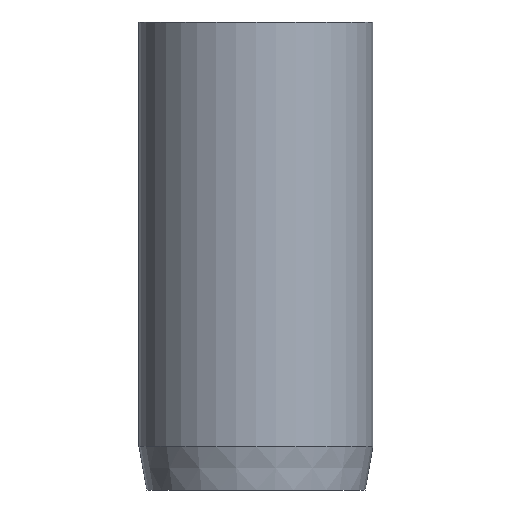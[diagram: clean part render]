
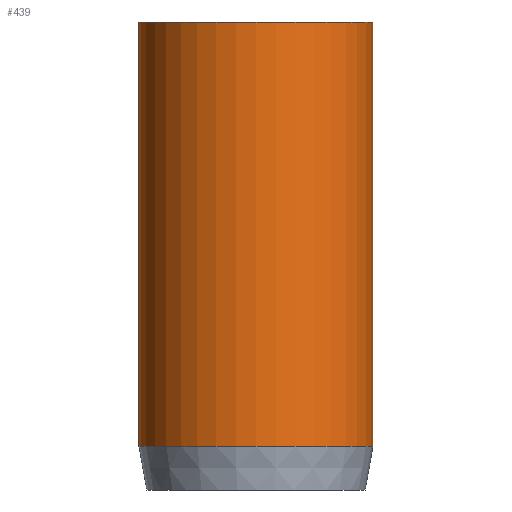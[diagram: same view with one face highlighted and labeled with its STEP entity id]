
A CAD part, front view. The second image highlights one B-rep face of the part: STEP entity #439.
In plain terms, the highlighted cylindrical face has radius 4 mm (diameter 8 mm), a partial arc.
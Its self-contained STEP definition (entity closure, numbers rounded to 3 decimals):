
#6 = DIRECTION ( 'NONE',  ( 0., 0., 1. ) ) ;
#21 = VECTOR ( 'NONE', #422, 1000. ) ;
#86 = EDGE_CURVE ( 'NONE', #298, #530, #1045, .T. ) ;
#125 = VECTOR ( 'NONE', #165, 1000. ) ;
#153 = CIRCLE ( 'NONE', #632, 4. ) ;
#165 = DIRECTION ( 'NONE',  ( 0., 0., -1. ) ) ;
#172 = ORIENTED_EDGE ( 'NONE', *, *, #333, .T. ) ;
#195 = CARTESIAN_POINT ( 'NONE',  ( -4., 0., 1.5 ) ) ;
#197 = CARTESIAN_POINT ( 'NONE',  ( 0., 0., 16. ) ) ;
#252 = CARTESIAN_POINT ( 'NONE',  ( -4., 0., 16. ) ) ;
#291 = DIRECTION ( 'NONE',  ( 1., 0., 0. ) ) ;
#298 = VERTEX_POINT ( 'NONE', #344 ) ;
#316 = EDGE_LOOP ( 'NONE', ( #827, #1047, #172, #925 ) ) ;
#333 = EDGE_CURVE ( 'NONE', #700, #766, #845, .T. ) ;
#340 = CIRCLE ( 'NONE', #689, 4. ) ;
#344 = CARTESIAN_POINT ( 'NONE',  ( 4., 0., 16. ) ) ;
#422 = DIRECTION ( 'NONE',  ( 0., 0., -1. ) ) ;
#439 = ADVANCED_FACE ( 'NONE', ( #977 ), #946, .T. ) ;
#530 = VERTEX_POINT ( 'NONE', #660 ) ;
#542 = CARTESIAN_POINT ( 'NONE',  ( 0., 0., 16. ) ) ;
#560 = CARTESIAN_POINT ( 'NONE',  ( 0., 0., 1.5 ) ) ;
#600 = CARTESIAN_POINT ( 'NONE',  ( 4., 0., 16. ) ) ;
#632 = AXIS2_PLACEMENT_3D ( 'NONE', #560, #6, #647 ) ;
#647 = DIRECTION ( 'NONE',  ( 1., 0., 0. ) ) ;
#660 = CARTESIAN_POINT ( 'NONE',  ( 4., 0., 1.5 ) ) ;
#689 = AXIS2_PLACEMENT_3D ( 'NONE', #197, #826, #291 ) ;
#700 = VERTEX_POINT ( 'NONE', #809 ) ;
#716 = DIRECTION ( 'NONE',  ( -1., 0., 0. ) ) ;
#766 = VERTEX_POINT ( 'NONE', #195 ) ;
#773 = AXIS2_PLACEMENT_3D ( 'NONE', #542, #807, #716 ) ;
#807 = DIRECTION ( 'NONE',  ( 0., 0., -1. ) ) ;
#808 = EDGE_CURVE ( 'NONE', #766, #530, #153, .T. ) ;
#809 = CARTESIAN_POINT ( 'NONE',  ( -4., 0., 16. ) ) ;
#811 = EDGE_CURVE ( 'NONE', #700, #298, #340, .T. ) ;
#826 = DIRECTION ( 'NONE',  ( 0., 0., 1. ) ) ;
#827 = ORIENTED_EDGE ( 'NONE', *, *, #86, .F. ) ;
#845 = LINE ( 'NONE', #252, #125 ) ;
#925 = ORIENTED_EDGE ( 'NONE', *, *, #808, .T. ) ;
#946 = CYLINDRICAL_SURFACE ( 'NONE', #773, 4. ) ;
#977 = FACE_OUTER_BOUND ( 'NONE', #316, .T. ) ;
#1045 = LINE ( 'NONE', #600, #21 ) ;
#1047 = ORIENTED_EDGE ( 'NONE', *, *, #811, .F. ) ;
